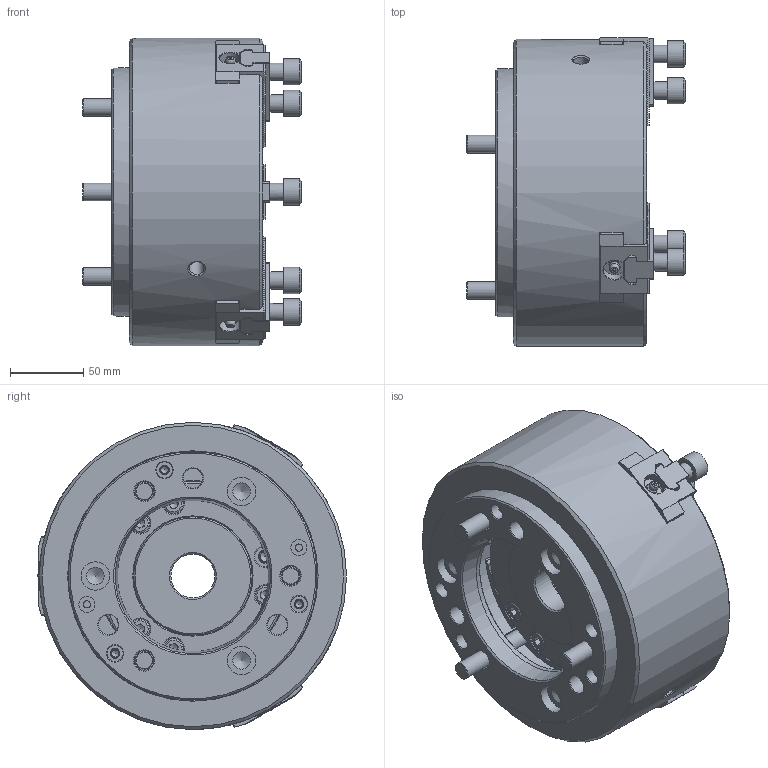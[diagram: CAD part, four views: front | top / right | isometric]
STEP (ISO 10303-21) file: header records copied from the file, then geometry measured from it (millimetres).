
FILE_DESCRIPTION(/* description */ ('Unknown'),/* implementation_level */ '2;1');
FILE_NAME(/* name */ 'BB208A615 SOLID',/* time_stamp */ '2018-04-19T10:57:16+01:00',/* author */ ('Unknown'),/* organization */ ('Unknown'),/* preprocessor_version */ 'ST-DEVELOPER v16.7',/* originating_system */ 'DEX',/* authorisation */ $);
FILE_SCHEMA (('AUTOMOTIVE_DESIGN {1 0 10303 214 3 1 1}'));
Products named in the file (1): BB208A615
Bounding box: 149.5 x 211.21 x 210 mm (x, y, z)
Volume: 2767278.5 mm3; surface area: 338857.2 mm2
Topology: 1 solids, 20 shells, 2530 faces, 7267 edges, 4659 vertices
Faces by surface type: plane 1780, cylinder 335, cone 276, bspline 72, torus 55, sphere 12
Full cylindrical faces by diameter (mm): 2 x3, 3 x3, 3.8 x27, 4.134 x3, 4.917 x8, 5 x7, 5.5 x3, 6 x10, 6.6 x3, 6.647 x6, 8 x11, 9 x6, 9.5 x3, 10 x5, 10.6 x2, 11 x5, 12 x18, 13 x5, 13.5 x9, 14 x6, 18 x6, 18.2 x3, 19.46 x3, 20 x3, 30 x1, 66 x1, 68 x1, 75.3 x1, 78.8 x1, 79 x1
Entity records: 97294 total; most frequent: CARTESIAN_POINT 16011, ORIENTED_EDGE 13272, DIRECTION 12585, EDGE_CURVE 6636, LINE 4713, VECTOR 4713, VERTEX_POINT 4474, AXIS2_PLACEMENT_3D 3936
